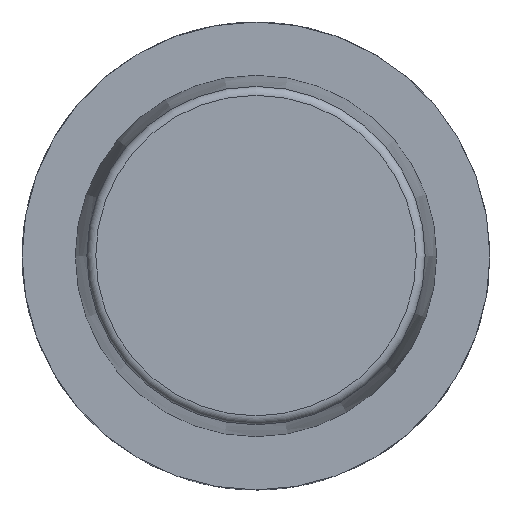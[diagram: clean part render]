
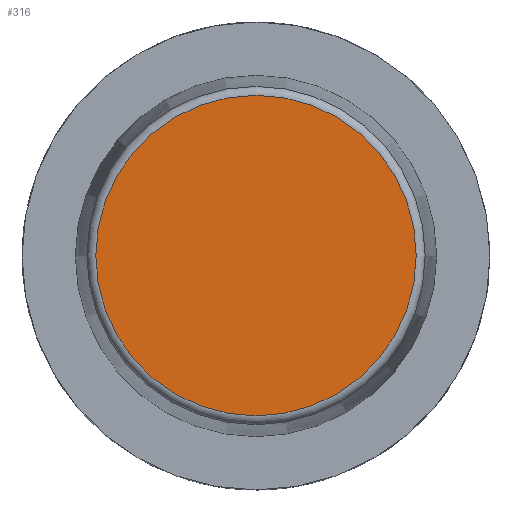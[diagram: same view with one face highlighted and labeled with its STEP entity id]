
A CAD part, top view. The second image highlights one B-rep face of the part: STEP entity #316.
In plain terms, the highlighted planar face has unit normal (0, 0, 1).
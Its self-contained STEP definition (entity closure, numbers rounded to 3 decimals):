
#105=FACE_OUTER_BOUND('',#442,.T.);
#316=ADVANCED_FACE('',(#105),#352,.F.);
#352=PLANE('',#1146);
#442=EDGE_LOOP('',(#669));
#669=ORIENTED_EDGE('',*,*,#959,.F.);
#830=VERTEX_POINT('',#1949);
#959=EDGE_CURVE('',#830,#830,#1023,.T.);
#1023=CIRCLE('',#1144,21.575);
#1144=AXIS2_PLACEMENT_3D('',#1948,#1384,#1385);
#1146=AXIS2_PLACEMENT_3D('',#1951,#1388,#1389);
#1384=DIRECTION('',(0.,0.,-1.));
#1385=DIRECTION('',(1.,0.,0.));
#1388=DIRECTION('',(0.,0.,-1.));
#1389=DIRECTION('',(1.,0.,0.));
#1948=CARTESIAN_POINT('',(0.,0.,32.));
#1949=CARTESIAN_POINT('',(21.575,0.,32.));
#1951=CARTESIAN_POINT('',(0.,0.,32.));
